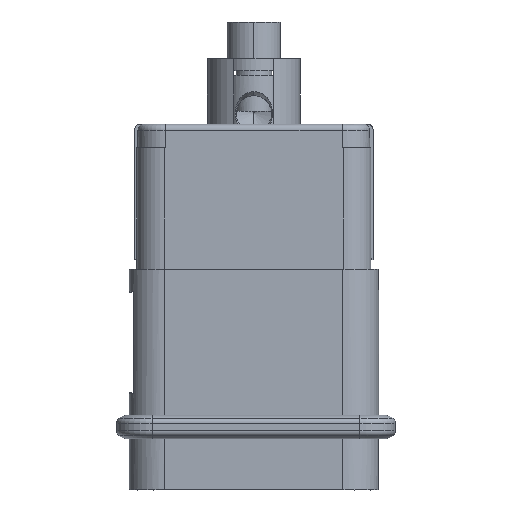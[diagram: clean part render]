
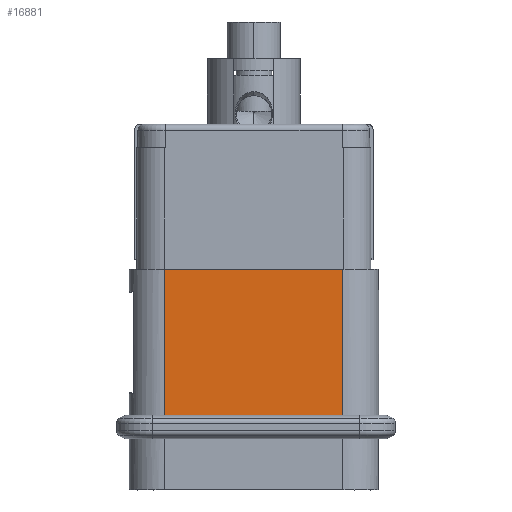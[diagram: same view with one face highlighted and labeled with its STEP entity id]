
A CAD part, front view. The second image highlights one B-rep face of the part: STEP entity #16881.
In plain terms, the highlighted planar face has unit normal (0, -1, 0).
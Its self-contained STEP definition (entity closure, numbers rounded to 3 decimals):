
#4512=DIRECTION('',(-1.,0.,0.));
#4513=VECTOR('',#4512,15.);
#4514=CARTESIAN_POINT('',(7.5,-10.5,6.27));
#4515=LINE('',#4514,#4513);
#4516=DIRECTION('',(0.,0.,-1.));
#4517=VECTOR('',#4516,12.33);
#4518=CARTESIAN_POINT('',(-7.5,-10.5,18.6));
#4519=LINE('',#4518,#4517);
#4520=DIRECTION('',(1.,0.,0.));
#4521=VECTOR('',#4520,15.);
#4522=CARTESIAN_POINT('',(-7.5,-10.5,18.6));
#4523=LINE('',#4522,#4521);
#4524=DIRECTION('',(0.,0.,-1.));
#4525=VECTOR('',#4524,12.33);
#4526=CARTESIAN_POINT('',(7.5,-10.5,18.6));
#4527=LINE('',#4526,#4525);
#9888=CARTESIAN_POINT('',(-7.5,-10.5,18.6));
#9890=VERTEX_POINT('',#9888);
#9903=CARTESIAN_POINT('',(7.5,-10.5,18.6));
#9905=VERTEX_POINT('',#9903);
#10247=CARTESIAN_POINT('',(7.5,-10.5,6.27));
#10248=CARTESIAN_POINT('',(-7.5,-10.5,6.27));
#10249=VERTEX_POINT('',#10247);
#10250=VERTEX_POINT('',#10248);
#16868=CARTESIAN_POINT('',(-10.5,-10.5,0.));
#16869=DIRECTION('',(0.,-1.,0.));
#16870=DIRECTION('',(1.,0.,0.));
#16871=AXIS2_PLACEMENT_3D('',#16868,#16869,#16870);
#16872=PLANE('',#16871);
#16874=ORIENTED_EDGE('',*,*,#16873,.T.);
#16875=ORIENTED_EDGE('',*,*,#16850,.F.);
#16876=ORIENTED_EDGE('',*,*,#15843,.T.);
#16878=ORIENTED_EDGE('',*,*,#16877,.T.);
#16879=EDGE_LOOP('',(#16874,#16875,#16876,#16878));
#16880=FACE_OUTER_BOUND('',#16879,.F.);
#16881=ADVANCED_FACE('',(#16880),#16872,.T.);
#15843=EDGE_CURVE('',#9890,#9905,#4523,.T.);
#16850=EDGE_CURVE('',#9890,#10250,#4519,.T.);
#16873=EDGE_CURVE('',#10249,#10250,#4515,.T.);
#16877=EDGE_CURVE('',#9905,#10249,#4527,.T.);
